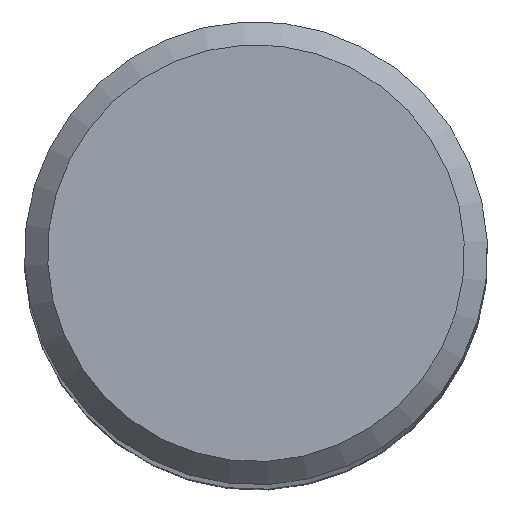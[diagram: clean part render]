
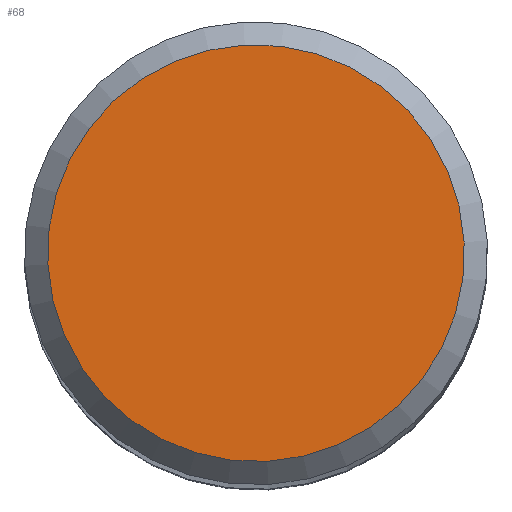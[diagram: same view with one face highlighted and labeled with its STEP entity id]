
A CAD part, top view. The second image highlights one B-rep face of the part: STEP entity #68.
In plain terms, the highlighted planar face has unit normal (0, 0, 1).
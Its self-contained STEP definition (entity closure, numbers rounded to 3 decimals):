
#68=ADVANCED_FACE('',(#80),#76,.T.);
#76=PLANE('',#207);
#80=FACE_OUTER_BOUND('',#92,.T.);
#92=EDGE_LOOP('',(#112));
#112=ORIENTED_EDGE('',*,*,#137,.T.);
#127=VERTEX_POINT('',#292);
#137=EDGE_CURVE('',#127,#127,#150,.T.);
#150=CIRCLE('',#205,9.);
#205=AXIS2_PLACEMENT_3D('',#291,#246,#247);
#207=AXIS2_PLACEMENT_3D('',#294,#250,#251);
#246=DIRECTION('',(0.,0.,1.));
#247=DIRECTION('',(0.892,-0.453,0.));
#250=DIRECTION('',(0.,0.,1.));
#251=DIRECTION('',(0.892,-0.453,0.));
#291=CARTESIAN_POINT('',(0.,0.,0.));
#292=CARTESIAN_POINT('',(8.025,-4.074,0.));
#294=CARTESIAN_POINT('',(0.,0.,0.));
